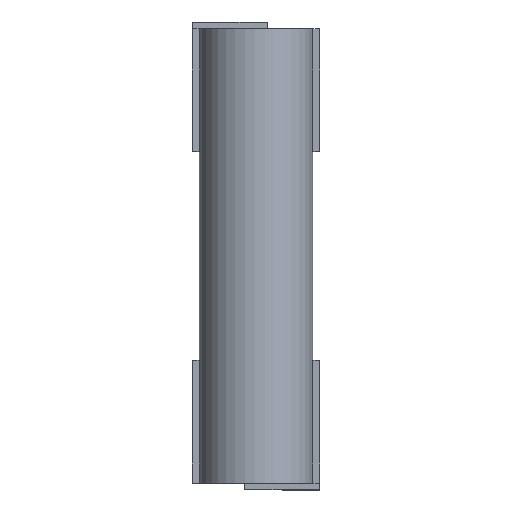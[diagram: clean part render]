
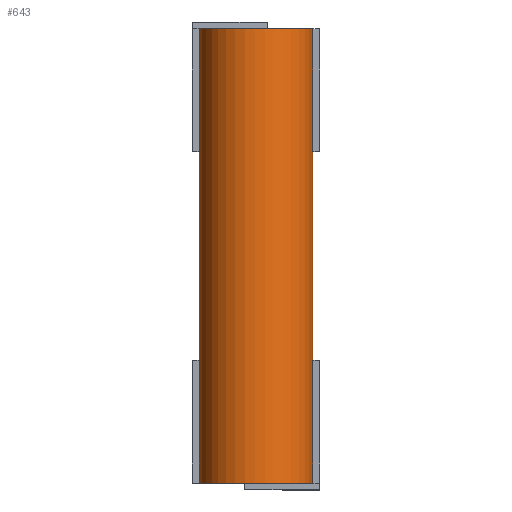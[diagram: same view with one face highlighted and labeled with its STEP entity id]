
A CAD part, top view. The second image highlights one B-rep face of the part: STEP entity #643.
In plain terms, the highlighted cylindrical face has radius 2.5 mm (diameter 5 mm), a full revolution.
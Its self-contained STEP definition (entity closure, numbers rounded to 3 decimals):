
#18=CIRCLE('',#705,2.5);
#19=CIRCLE('',#706,2.5);
#20=CYLINDRICAL_SURFACE('',#704,2.5);
#201=ORIENTED_EDGE('',*,*,#287,.F.);
#202=ORIENTED_EDGE('',*,*,#288,.T.);
#287=EDGE_CURVE('',#343,#343,#18,.T.);
#288=EDGE_CURVE('',#344,#344,#19,.T.);
#343=VERTEX_POINT('',#1041);
#344=VERTEX_POINT('',#1043);
#541=EDGE_LOOP('',(#201));
#542=EDGE_LOOP('',(#202));
#577=FACE_BOUND('',#541,.T.);
#578=FACE_BOUND('',#542,.T.);
#643=ADVANCED_FACE('',(#577,#578),#20,.T.);
#704=AXIS2_PLACEMENT_3D('',#1039,#858,#859);
#705=AXIS2_PLACEMENT_3D('',#1040,#860,#861);
#706=AXIS2_PLACEMENT_3D('',#1042,#862,#863);
#858=DIRECTION('',(0.,1.,0.));
#859=DIRECTION('',(0.,0.,1.));
#860=DIRECTION('',(0.,-1.,0.));
#861=DIRECTION('',(1.,0.,0.));
#862=DIRECTION('',(0.,-1.,0.));
#863=DIRECTION('',(1.,0.,0.));
#1039=CARTESIAN_POINT('',(0.,-20.,0.));
#1040=CARTESIAN_POINT('',(0.,-20.,0.));
#1041=CARTESIAN_POINT('',(2.5,-20.,0.));
#1042=CARTESIAN_POINT('',(0.,0.,0.));
#1043=CARTESIAN_POINT('',(2.5,0.,0.));
